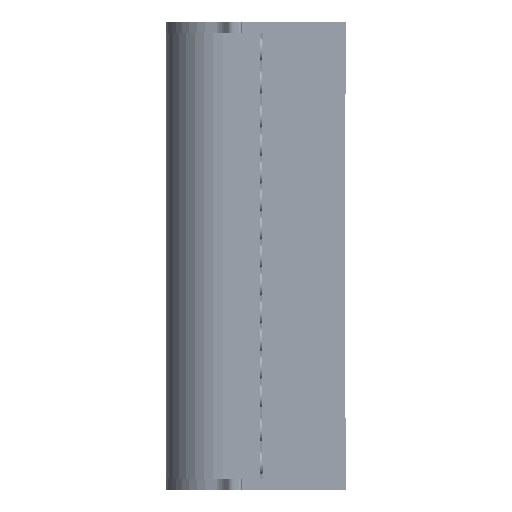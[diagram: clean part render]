
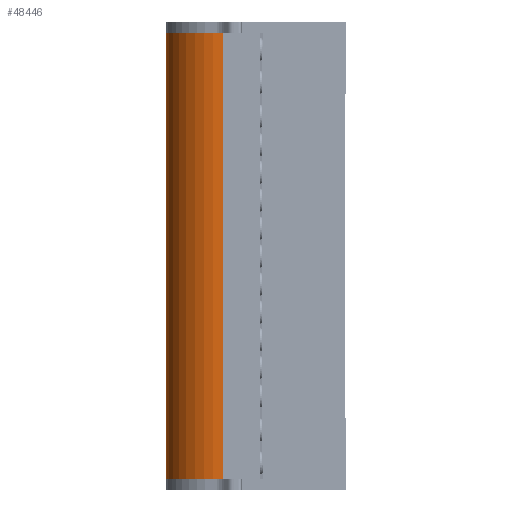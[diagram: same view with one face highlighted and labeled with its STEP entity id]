
A CAD part, left-side view. The second image highlights one B-rep face of the part: STEP entity #48446.
In plain terms, the highlighted cylindrical face has radius 16 mm (diameter 32 mm), a partial arc.
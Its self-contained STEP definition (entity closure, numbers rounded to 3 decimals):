
#2059=CYLINDRICAL_SURFACE('',#51811,16.);
#3884=FACE_OUTER_BOUND('',#6905,.T.);
#6905=EDGE_LOOP('',(#39617,#39618,#39619,#39620));
#8898=CIRCLE('',#51797,16.);
#8904=CIRCLE('',#51812,16.);
#12375=LINE('',#224548,#17476);
#12428=LINE('',#224671,#17529);
#17476=VECTOR('',#60788,123.5);
#17529=VECTOR('',#60879,123.5);
#22408=VERTEX_POINT('',#224546);
#22409=VERTEX_POINT('',#224547);
#22430=VERTEX_POINT('',#224591);
#22460=VERTEX_POINT('',#224669);
#28447=EDGE_CURVE('',#22408,#22409,#12375,.T.);
#28470=EDGE_CURVE('',#22409,#22430,#8898,.T.);
#28511=EDGE_CURVE('',#22430,#22460,#12428,.T.);
#28514=EDGE_CURVE('',#22408,#22460,#8904,.T.);
#39617=ORIENTED_EDGE('',*,*,#28511,.T.);
#39618=ORIENTED_EDGE('',*,*,#28514,.F.);
#39619=ORIENTED_EDGE('',*,*,#28447,.T.);
#39620=ORIENTED_EDGE('',*,*,#28470,.T.);
#48446=ADVANCED_FACE('',(#3884),#2059,.T.);
#51797=AXIS2_PLACEMENT_3D('',#224593,#60818,#60819);
#51811=AXIS2_PLACEMENT_3D('',#224676,#60884,#60885);
#51812=AXIS2_PLACEMENT_3D('',#224677,#60886,#60887);
#60788=DIRECTION('',(0.,0.,-1.));
#60818=DIRECTION('center_axis',(0.,0.,1.));
#60819=DIRECTION('ref_axis',(-1.,0.,0.));
#60879=DIRECTION('',(0.,0.,1.));
#60884=DIRECTION('center_axis',(0.,0.,1.));
#60885=DIRECTION('ref_axis',(0.,-1.,0.));
#60886=DIRECTION('center_axis',(0.,0.,1.));
#60887=DIRECTION('ref_axis',(0.,-1.,0.));
#224546=CARTESIAN_POINT('',(-21.575,-0.003,123.422));
#224547=CARTESIAN_POINT('',(-21.575,-0.003,-0.078));
#224548=CARTESIAN_POINT('',(-21.575,-0.003,-8.336));
#224591=CARTESIAN_POINT('',(-37.575,-16.003,-0.078));
#224593=CARTESIAN_POINT('Origin',(-21.575,-16.003,-0.078));
#224669=CARTESIAN_POINT('',(-37.575,-16.003,123.422));
#224671=CARTESIAN_POINT('',(-37.575,-16.003,-8.336));
#224676=CARTESIAN_POINT('Origin',(-21.575,-16.003,-8.336));
#224677=CARTESIAN_POINT('Origin',(-21.575,-16.003,123.422));
